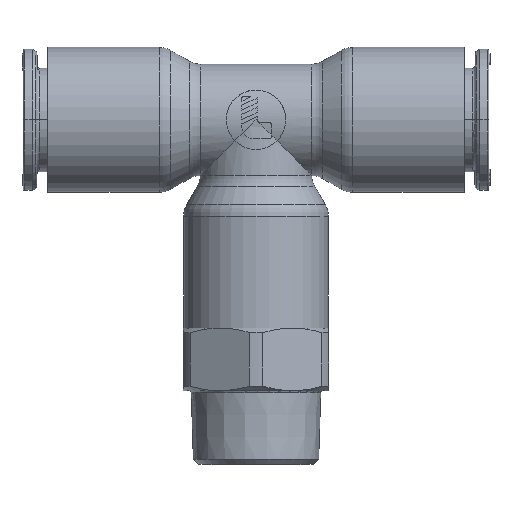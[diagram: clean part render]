
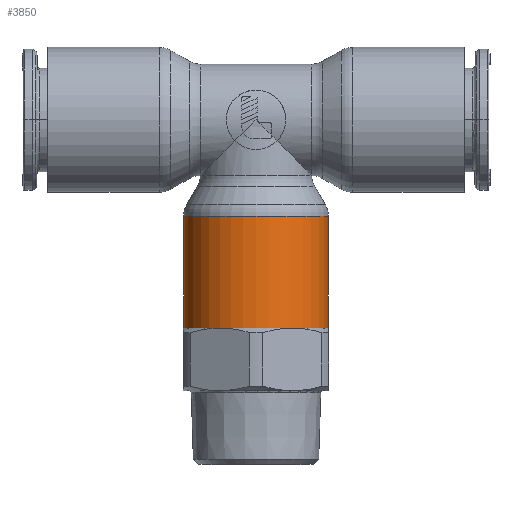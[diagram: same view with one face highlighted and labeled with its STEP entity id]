
A CAD part, top view. The second image highlights one B-rep face of the part: STEP entity #3850.
In plain terms, the highlighted cylindrical face has radius 9.49 mm (diameter 18.98 mm), a partial arc.
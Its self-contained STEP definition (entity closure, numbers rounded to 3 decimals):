
#3850=ADVANCED_FACE('',(#7858),#7859,.T.);
#7858=FACE_OUTER_BOUND('',#18127,.T.);
#7859=CYLINDRICAL_SURFACE('',#18128,9.49);
#18127=EDGE_LOOP('',(#29674,#29675,#29676,#29677));
#18128=AXIS2_PLACEMENT_3D('',#29678,#29679,#29680);
#29674=ORIENTED_EDGE('',*,*,#35324,.T.);
#29675=ORIENTED_EDGE('',*,*,#34792,.T.);
#29676=ORIENTED_EDGE('',*,*,#35325,.T.);
#29677=ORIENTED_EDGE('',*,*,#32479,.F.);
#29678=CARTESIAN_POINT('',(0.0,1.365,0.0));
#29679=DIRECTION('',(0.0,1.0,-0.0));
#29680=DIRECTION('',(-1.0,0.0,0.0));
#32479=EDGE_CURVE('',#36608,#36612,#38053,.T.);
#34792=EDGE_CURVE('',#41520,#41521,#41522,.T.);
#35324=EDGE_CURVE('',#36608,#41520,#42158,.T.);
#35325=EDGE_CURVE('',#41521,#36612,#42159,.T.);
#36608=VERTEX_POINT('',#43926);
#36612=VERTEX_POINT('',#43930);
#38053=CIRCLE('',#46836,9.49);
#41520=VERTEX_POINT('',#54291);
#41521=VERTEX_POINT('',#54292);
#41522=CIRCLE('',#54293,9.49);
#42158=LINE('',#55946,#55947);
#42159=LINE('',#55948,#55949);
#43926=CARTESIAN_POINT('',(-9.49,-12.654,0.0));
#43930=CARTESIAN_POINT('',(9.49,-12.654,0.));
#46836=AXIS2_PLACEMENT_3D('',#59627,#59628,#59629);
#54291=CARTESIAN_POINT('',(-9.49,-27.3,0.0));
#54292=CARTESIAN_POINT('',(9.49,-27.3,0.));
#54293=AXIS2_PLACEMENT_3D('',#62574,#62575,#62576);
#55946=CARTESIAN_POINT('',(-9.49,-19.977,0.));
#55947=VECTOR('',#63210,1.0);
#55948=CARTESIAN_POINT('',(9.49,-19.977,0.));
#55949=VECTOR('',#63211,1.0);
#59627=CARTESIAN_POINT('',(0.0,-12.654,0.0));
#59628=DIRECTION('',(-0.0,1.0,0.0));
#59629=DIRECTION('',(1.0,0.0,0.0));
#62574=CARTESIAN_POINT('',(0.0,-27.3,0.0));
#62575=DIRECTION('',(-0.0,1.0,0.0));
#62576=DIRECTION('',(1.0,0.0,0.0));
#63210=DIRECTION('',(-0.0,-1.0,-0.0));
#63211=DIRECTION('',(0.0,1.0,-0.0));
